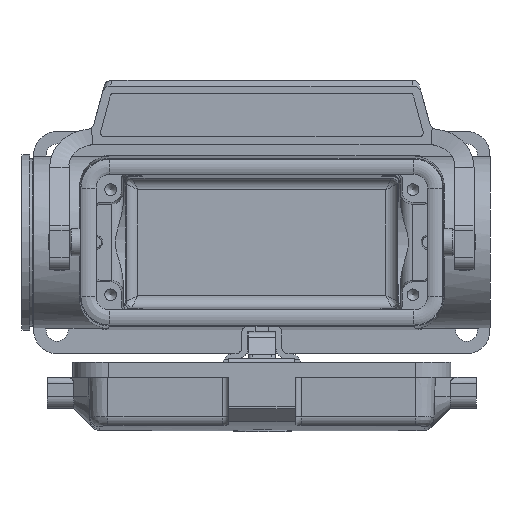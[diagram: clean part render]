
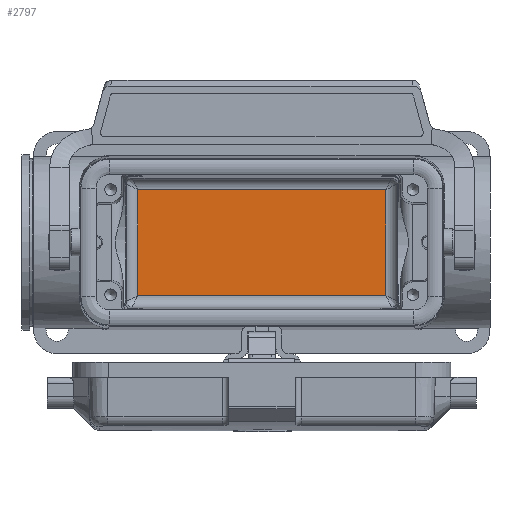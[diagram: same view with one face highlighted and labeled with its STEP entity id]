
A CAD part, top view. The second image highlights one B-rep face of the part: STEP entity #2797.
In plain terms, the highlighted planar face has unit normal (0, 0, 1).
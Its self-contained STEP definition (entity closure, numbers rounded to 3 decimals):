
#2758=CARTESIAN_POINT('',(34.75,-17.75,-65.25));
#2759=DIRECTION('',(0.0,0.0,-1.0));
#2760=DIRECTION('',(-1.0,0.0,0.0));
#2761=AXIS2_PLACEMENT_3D('',#2758,#2759,#2760);
#2762=PLANE('',#2761);
#2763=CARTESIAN_POINT('',(-31.804,-13.567,-65.25));
#2764=VERTEX_POINT('',#2763);
#2765=CARTESIAN_POINT('',(31.804,-13.567,-65.25));
#2766=VERTEX_POINT('',#2765);
#2767=CARTESIAN_POINT('',(-31.804,-13.567,-65.25));
#2768=DIRECTION('',(1.0,0.0,0.0));
#2769=VECTOR('',#2768,63.609);
#2770=LINE('',#2767,#2769);
#2771=EDGE_CURVE('',#2764,#2766,#2770,.T.);
#2772=ORIENTED_EDGE('',*,*,#2771,.T.);
#2773=CARTESIAN_POINT('',(31.804,13.567,-65.25));
#2774=VERTEX_POINT('',#2773);
#2775=CARTESIAN_POINT('',(31.804,-13.567,-65.25));
#2776=DIRECTION('',(0.0,1.0,0.0));
#2777=VECTOR('',#2776,27.135);
#2778=LINE('',#2775,#2777);
#2779=EDGE_CURVE('',#2766,#2774,#2778,.T.);
#2780=ORIENTED_EDGE('',*,*,#2779,.T.);
#2781=CARTESIAN_POINT('',(-31.804,13.567,-65.25));
#2782=VERTEX_POINT('',#2781);
#2783=CARTESIAN_POINT('',(31.804,13.567,-65.25));
#2784=DIRECTION('',(-1.0,0.0,0.0));
#2785=VECTOR('',#2784,63.609);
#2786=LINE('',#2783,#2785);
#2787=EDGE_CURVE('',#2774,#2782,#2786,.T.);
#2788=ORIENTED_EDGE('',*,*,#2787,.T.);
#2789=CARTESIAN_POINT('',(-31.804,13.567,-65.25));
#2790=DIRECTION('',(0.0,-1.0,0.0));
#2791=VECTOR('',#2790,27.135);
#2792=LINE('',#2789,#2791);
#2793=EDGE_CURVE('',#2782,#2764,#2792,.T.);
#2794=ORIENTED_EDGE('',*,*,#2793,.T.);
#2795=EDGE_LOOP('',(#2772,#2780,#2788,#2794));
#2796=FACE_OUTER_BOUND('',#2795,.T.);
#2797=ADVANCED_FACE('',(#2796),#2762,.F.);
